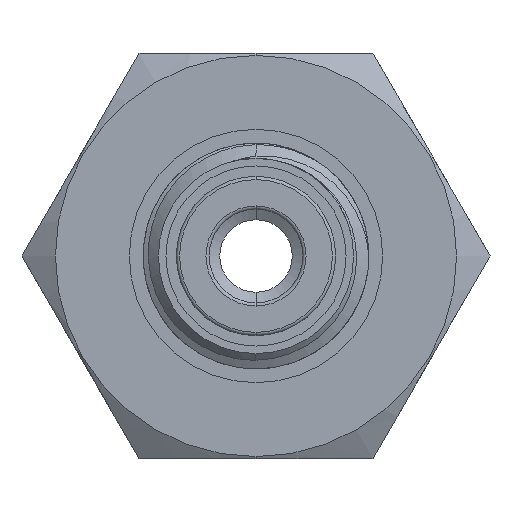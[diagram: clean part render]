
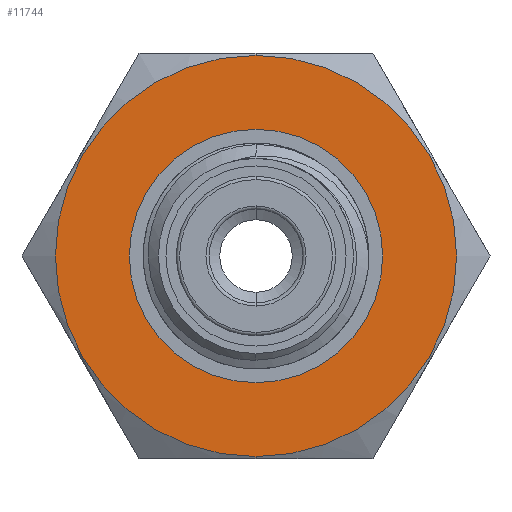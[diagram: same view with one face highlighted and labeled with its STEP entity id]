
A CAD part, left-side view. The second image highlights one B-rep face of the part: STEP entity #11744.
In plain terms, the highlighted planar face has unit normal (-1, 0, 0).
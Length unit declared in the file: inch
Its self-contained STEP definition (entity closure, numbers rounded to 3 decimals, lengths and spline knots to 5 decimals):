
#16 = CARTESIAN_POINT ( 'NONE',  ( -1.31, 0., -0.495 ) ) ;
#146 = DIRECTION ( 'NONE',  ( 1., 0., 0. ) ) ;
#350 = CIRCLE ( 'NONE', #10682, 0.281 ) ;
#617 = FACE_OUTER_BOUND ( 'NONE', #1689, .T. ) ;
#695 = AXIS2_PLACEMENT_3D ( 'NONE', #1230, #7018, #7899 ) ;
#720 = CARTESIAN_POINT ( 'NONE',  ( -1.31, 0., 0.495 ) ) ;
#1230 = CARTESIAN_POINT ( 'NONE',  ( -1.31, 0., 0. ) ) ;
#1689 = EDGE_LOOP ( 'NONE', ( #9669, #6391 ) ) ;
#1698 = CARTESIAN_POINT ( 'NONE',  ( -1.31, 0., 0.281 ) ) ;
#1776 = VERTEX_POINT ( 'NONE', #10489 ) ;
#1859 = AXIS2_PLACEMENT_3D ( 'NONE', #8726, #146, #6840 ) ;
#2362 = EDGE_CURVE ( 'NONE', #5096, #5655, #9818, .T. ) ;
#3003 = PLANE ( 'NONE',  #1859 ) ;
#3681 = ORIENTED_EDGE ( 'NONE', *, *, #6378, .F. ) ;
#4225 = EDGE_LOOP ( 'NONE', ( #3681, #10380 ) ) ;
#4424 = AXIS2_PLACEMENT_3D ( 'NONE', #4444, #11069, #5371 ) ;
#4444 = CARTESIAN_POINT ( 'NONE',  ( -1.31, 0., 0. ) ) ;
#4595 = CARTESIAN_POINT ( 'NONE',  ( -1.31, 0., 0. ) ) ;
#4641 = DIRECTION ( 'NONE',  ( -1., 0., 0. ) ) ;
#5096 = VERTEX_POINT ( 'NONE', #16 ) ;
#5233 = EDGE_CURVE ( 'NONE', #5655, #5096, #6155, .T. ) ;
#5371 = DIRECTION ( 'NONE',  ( 0., 0., 1. ) ) ;
#5640 = VERTEX_POINT ( 'NONE', #1698 ) ;
#5655 = VERTEX_POINT ( 'NONE', #720 ) ;
#6155 = CIRCLE ( 'NONE', #695, 0.495 ) ;
#6378 = EDGE_CURVE ( 'NONE', #5640, #1776, #350, .T. ) ;
#6391 = ORIENTED_EDGE ( 'NONE', *, *, #5233, .T. ) ;
#6840 = DIRECTION ( 'NONE',  ( 0., 0., -1. ) ) ;
#7018 = DIRECTION ( 'NONE',  ( -1., 0., 0. ) ) ;
#7899 = DIRECTION ( 'NONE',  ( 0., 0., 1. ) ) ;
#8086 = DIRECTION ( 'NONE',  ( -1., 0., 0. ) ) ;
#8726 = CARTESIAN_POINT ( 'NONE',  ( -1.31, 0.495, 0. ) ) ;
#9233 = CIRCLE ( 'NONE', #4424, 0.281 ) ;
#9669 = ORIENTED_EDGE ( 'NONE', *, *, #2362, .T. ) ;
#9818 = CIRCLE ( 'NONE', #11190, 0.495 ) ;
#9998 = CARTESIAN_POINT ( 'NONE',  ( -1.31, 0., 0. ) ) ;
#10380 = ORIENTED_EDGE ( 'NONE', *, *, #11925, .F. ) ;
#10489 = CARTESIAN_POINT ( 'NONE',  ( -1.31, 0., -0.281 ) ) ;
#10682 = AXIS2_PLACEMENT_3D ( 'NONE', #9998, #8086, #11883 ) ;
#11069 = DIRECTION ( 'NONE',  ( -1., 0., 0. ) ) ;
#11190 = AXIS2_PLACEMENT_3D ( 'NONE', #4595, #4641, #11226 ) ;
#11226 = DIRECTION ( 'NONE',  ( 0., 0., 1. ) ) ;
#11744 = ADVANCED_FACE ( 'NONE', ( #617, #11947 ), #3003, .F. ) ;
#11883 = DIRECTION ( 'NONE',  ( 0., 0., 1. ) ) ;
#11925 = EDGE_CURVE ( 'NONE', #1776, #5640, #9233, .T. ) ;
#11947 = FACE_BOUND ( 'NONE', #4225, .T. ) ;
